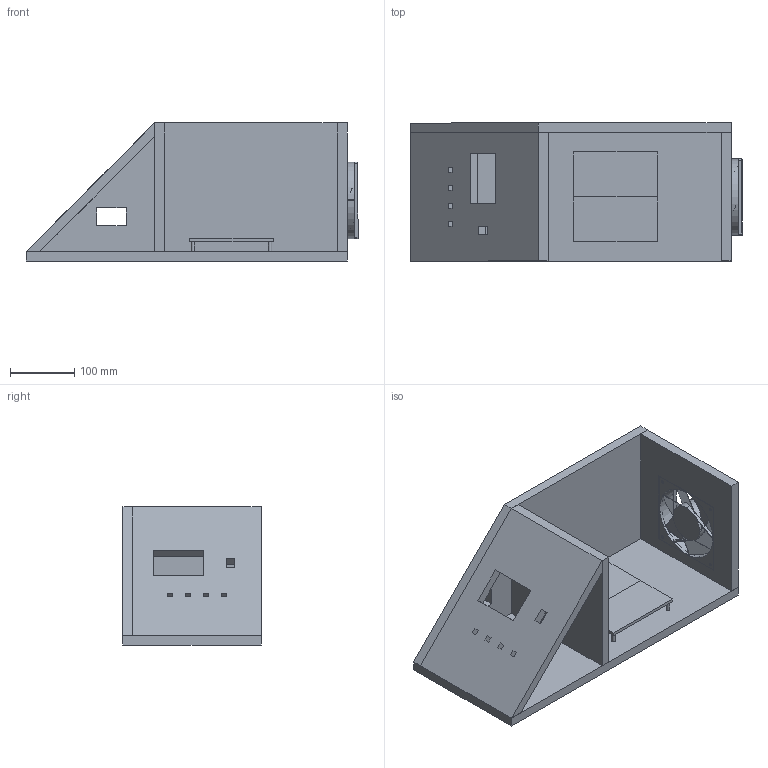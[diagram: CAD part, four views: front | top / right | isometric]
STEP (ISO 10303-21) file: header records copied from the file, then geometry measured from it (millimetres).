
FILE_DESCRIPTION(/* description */ (''),/* implementation_level */ '2;1');
FILE_NAME(/* name */ 'Assembly.stp',/* time_stamp */ '2023-04-08T15:05:42+02:00',/* author */ (''),/* organization */ (''),/* preprocessor_version */ 'ST-DEVELOPER v16.7',/* originating_system */ 'SIEMENS PLM Software NX 12.0',/* authorisation */ '');
FILE_SCHEMA (('AUTOMOTIVE_DESIGN { 1 0 10303 214 3 1 1 1 }'));
Length unit declared in the file: millimetre
Products named in the file (8): Base; Panell control; Soport panell; Soport ventilador; Ventilador; Placa soldadura; Tapa lateral; Assembly
Assembly tree (8 placements, depth 2):
  Assembly
    Tapa lateral
    Placa soldadura  x2
    Ventilador
    Soport ventilador
    Soport panell
    Panell control
    Base
Bounding box: 517 x 215 x 215 mm (x, y, z)
Volume: 4735440.2 mm3; surface area: 813303.1 mm2
Topology: 8 solids, 8 shells, 174 faces, 482 edges, 319 vertices
Faces by surface type: plane 145, cylinder 28, torus 1
Full cylindrical faces by diameter (mm): 4.3 x8, 5 x8, 58.5 x1, 117 x1, 119 x1
Entity records: 6150 total; most frequent: CARTESIAN_POINT 1853, ORIENTED_EDGE 868, DIRECTION 774, EDGE_CURVE 434, LINE 308, VECTOR 308, VERTEX_POINT 299, AXIS2_PLACEMENT_3D 233
